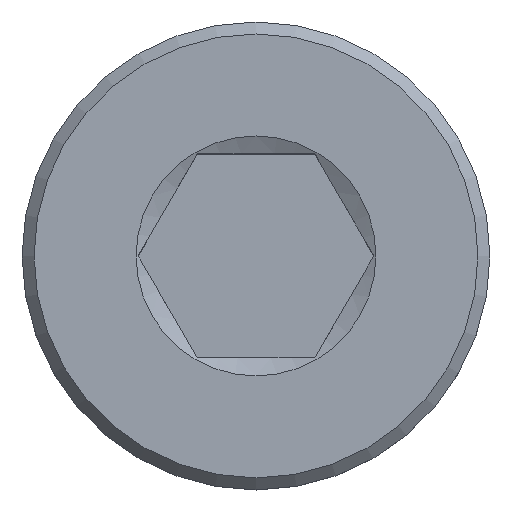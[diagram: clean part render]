
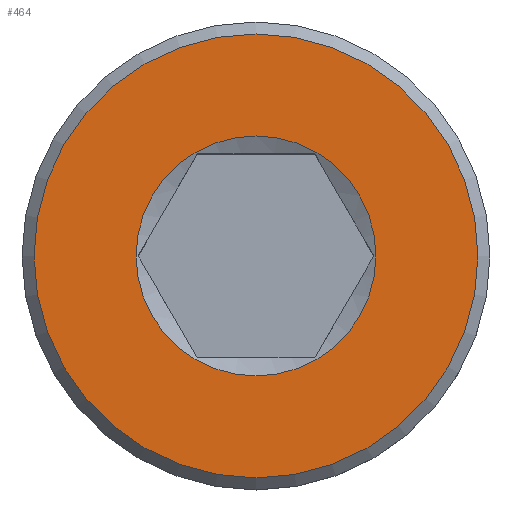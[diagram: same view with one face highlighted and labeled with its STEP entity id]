
A CAD part, top view. The second image highlights one B-rep face of the part: STEP entity #464.
In plain terms, the highlighted planar face has unit normal (0, 0, 1).
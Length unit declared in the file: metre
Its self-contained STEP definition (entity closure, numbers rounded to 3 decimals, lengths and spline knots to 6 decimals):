
#25=PLANE('',#513);
#38=FACE_BOUND('',#81,.T.);
#53=FACE_OUTER_BOUND('',#80,.T.);
#80=EDGE_LOOP('',(#378));
#81=EDGE_LOOP('',(#379,#380));
#101=CIRCLE('',#514,0.0185);
#102=CIRCLE('',#515,0.01);
#103=CIRCLE('',#516,0.01);
#211=VERTEX_POINT('',#4993);
#212=VERTEX_POINT('',#4995);
#213=VERTEX_POINT('',#4996);
#271=EDGE_CURVE('',#211,#211,#101,.T.);
#272=EDGE_CURVE('',#212,#213,#102,.T.);
#273=EDGE_CURVE('',#213,#212,#103,.T.);
#378=ORIENTED_EDGE('',*,*,#271,.T.);
#379=ORIENTED_EDGE('',*,*,#272,.T.);
#380=ORIENTED_EDGE('',*,*,#273,.T.);
#464=ADVANCED_FACE('',(#53,#38),#25,.T.);
#513=AXIS2_PLACEMENT_3D('',#4992,#577,#578);
#514=AXIS2_PLACEMENT_3D('',#4994,#579,#580);
#515=AXIS2_PLACEMENT_3D('',#4997,#581,#582);
#516=AXIS2_PLACEMENT_3D('',#4998,#583,#584);
#577=DIRECTION('center_axis',(0.,0.,1.));
#578=DIRECTION('ref_axis',(1.,0.,0.));
#579=DIRECTION('center_axis',(0.,0.,1.));
#580=DIRECTION('ref_axis',(1.,0.,0.));
#581=DIRECTION('center_axis',(0.,0.,-1.));
#582=DIRECTION('ref_axis',(1.,0.,0.));
#583=DIRECTION('center_axis',(0.,0.,-1.));
#584=DIRECTION('ref_axis',(1.,0.,0.));
#4992=CARTESIAN_POINT('Origin',(0.,0.,
-0.067379));
#4993=CARTESIAN_POINT('',(0.0185,0.,-0.067379));
#4994=CARTESIAN_POINT('Origin',(0.,0.,
-0.067379));
#4995=CARTESIAN_POINT('',(0.01,0.,-0.067379));
#4996=CARTESIAN_POINT('',(-0.01,0.,-0.067379));
#4997=CARTESIAN_POINT('Origin',(0.,0.,
-0.067379));
#4998=CARTESIAN_POINT('Origin',(0.,0.,
-0.067379));
